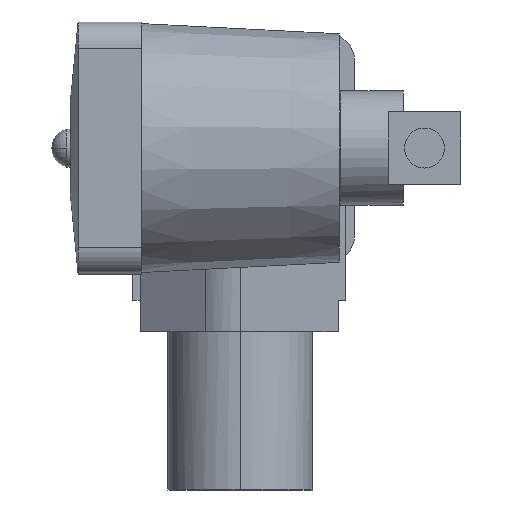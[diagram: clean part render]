
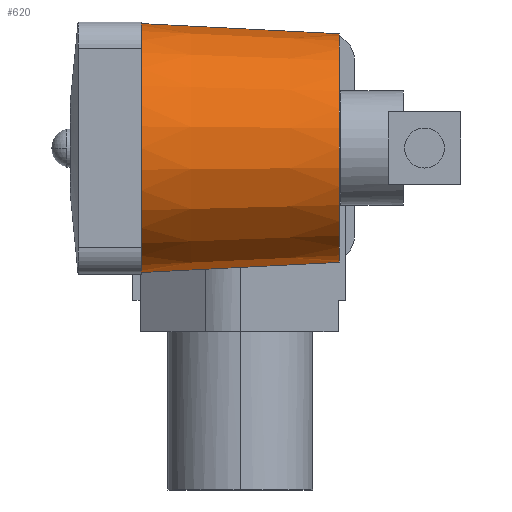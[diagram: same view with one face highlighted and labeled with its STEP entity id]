
A CAD part, left-side view. The second image highlights one B-rep face of the part: STEP entity #620.
In plain terms, the highlighted conical face has half-angle 2.943 degrees and reference radius 30 mm.
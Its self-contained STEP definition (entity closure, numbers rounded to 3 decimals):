
#210 = DIRECTION ( 'NONE',  ( 0., 0.999, 0.051 ) ) ;
#266 = DIRECTION ( 'NONE',  ( 0., -1., 0. ) ) ;
#276 = LINE ( 'NONE', #2416, #1959 ) ;
#392 = DIRECTION ( 'NONE',  ( 0., 0.999, -0.051 ) ) ;
#395 = CIRCLE ( 'NONE', #3132, 30. ) ;
#486 = EDGE_CURVE ( 'NONE', #1861, #2008, #1521, .T. ) ;
#509 = DIRECTION ( 'NONE',  ( 0., 0., -1. ) ) ;
#521 = DIRECTION ( 'NONE',  ( 0., 1., 0. ) ) ;
#620 = ADVANCED_FACE ( 'NONE', ( #3139 ), #929, .T. ) ;
#649 = CARTESIAN_POINT ( 'NONE',  ( 0., 7.5, -30. ) ) ;
#801 = VERTEX_POINT ( 'NONE', #1950 ) ;
#929 = CONICAL_SURFACE ( 'NONE', #2888, 30., 0.051 ) ;
#1060 = ORIENTED_EDGE ( 'NONE', *, *, #1533, .T. ) ;
#1094 = CARTESIAN_POINT ( 'NONE',  ( 0., 59.5, -32.673 ) ) ;
#1177 = VERTEX_POINT ( 'NONE', #1383 ) ;
#1287 = ORIENTED_EDGE ( 'NONE', *, *, #3271, .F. ) ;
#1332 = CARTESIAN_POINT ( 'NONE',  ( 0., 7.5, 0. ) ) ;
#1383 = CARTESIAN_POINT ( 'NONE',  ( 0., 59.5, 32.673 ) ) ;
#1521 = LINE ( 'NONE', #649, #2430 ) ;
#1533 = EDGE_CURVE ( 'NONE', #801, #1177, #276, .T. ) ;
#1548 = CIRCLE ( 'NONE', #2934, 32.673 ) ;
#1785 = ORIENTED_EDGE ( 'NONE', *, *, #486, .F. ) ;
#1858 = EDGE_CURVE ( 'NONE', #2008, #1177, #1548, .T. ) ;
#1861 = VERTEX_POINT ( 'NONE', #2100 ) ;
#1932 = ORIENTED_EDGE ( 'NONE', *, *, #1858, .F. ) ;
#1950 = CARTESIAN_POINT ( 'NONE',  ( 0., 7.5, 30. ) ) ;
#1959 = VECTOR ( 'NONE', #210, 1000. ) ;
#2008 = VERTEX_POINT ( 'NONE', #1094 ) ;
#2100 = CARTESIAN_POINT ( 'NONE',  ( 0., 7.5, -30. ) ) ;
#2143 = DIRECTION ( 'NONE',  ( 0., 0., 1. ) ) ;
#2237 = EDGE_LOOP ( 'NONE', ( #1785, #1287, #1060, #1932 ) ) ;
#2365 = CARTESIAN_POINT ( 'NONE',  ( 0., 59.5, 0. ) ) ;
#2416 = CARTESIAN_POINT ( 'NONE',  ( 0., 7.5, 30. ) ) ;
#2430 = VECTOR ( 'NONE', #392, 1000. ) ;
#2878 = DIRECTION ( 'NONE',  ( 0., 0., -1. ) ) ;
#2888 = AXIS2_PLACEMENT_3D ( 'NONE', #2924, #2898, #2143 ) ;
#2898 = DIRECTION ( 'NONE',  ( 0., 1., 0. ) ) ;
#2924 = CARTESIAN_POINT ( 'NONE',  ( 0., 7.5, 0. ) ) ;
#2934 = AXIS2_PLACEMENT_3D ( 'NONE', #2365, #521, #509 ) ;
#3132 = AXIS2_PLACEMENT_3D ( 'NONE', #1332, #266, #2878 ) ;
#3139 = FACE_OUTER_BOUND ( 'NONE', #2237, .T. ) ;
#3271 = EDGE_CURVE ( 'NONE', #801, #1861, #395, .T. ) ;
